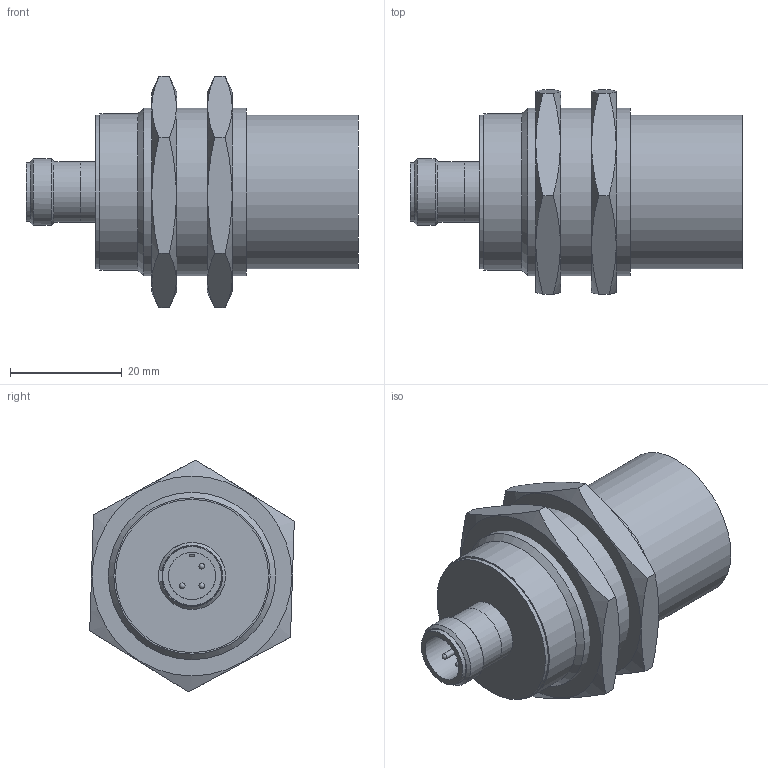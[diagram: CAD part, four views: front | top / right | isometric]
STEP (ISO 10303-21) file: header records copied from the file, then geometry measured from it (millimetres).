
FILE_DESCRIPTION (( 'STEP AP214' ), '1' );
FILE_NAME ('PBT-AP-2H.STEP', '2012-06-18T20:04:08', ( '.adc' ), ( '' ), 'SwSTEP 2.0', 'SolidWorks 2011', '' );
FILE_SCHEMA (( 'AUTOMOTIVE_DESIGN' ));
Length unit declared in the file: millimetre
Products named in the file (1): PBT-AP-2H
Bounding box: 59.5 x 36.66 x 41.55 mm (x, y, z)
Volume: 35043.6 mm3; surface area: 11836.8 mm2
Topology: 8 solids, 8 shells, 67 faces, 145 edges, 94 vertices
Faces by surface type: plane 39, cylinder 18, cone 7, sphere 3
Full cylindrical faces by diameter (mm): 1 x3, 1.25 x1, 1.5 x1, 8.5 x1, 10 x1, 10.55 x1, 10.75 x1, 10.9 x1, 12 x1, 27.458 x1, 27.5 x1, 28 x1, 28.5 x2, 30 x1
Entity records: 2298 total; most frequent: CARTESIAN_POINT 495, DIRECTION 253, ORIENTED_EDGE 202, AXIS2_PLACEMENT_3D 111, EDGE_CURVE 101, EDGE_LOOP 100, FACE_OUTER_BOUND 84, VERTEX_POINT 79
